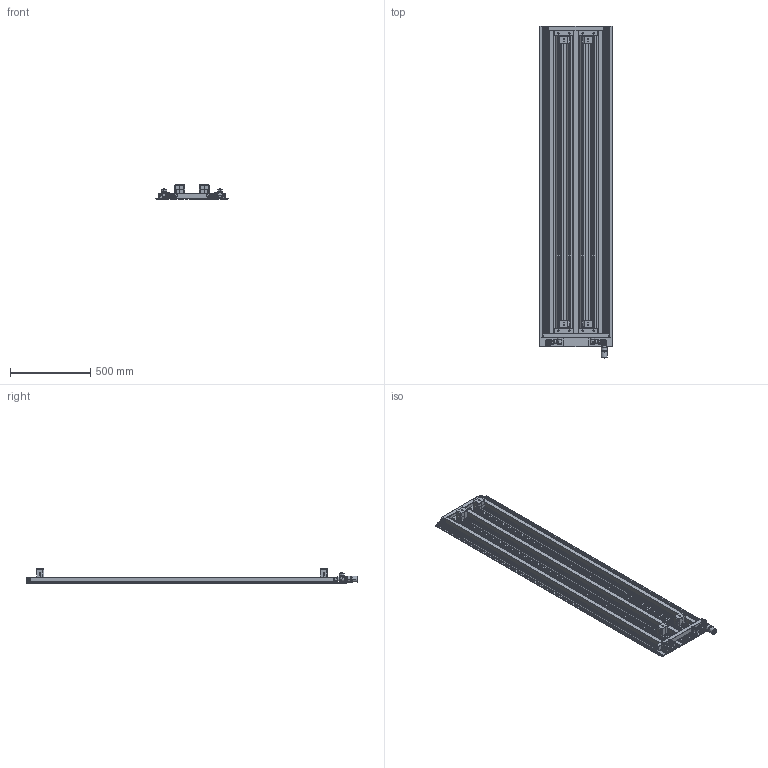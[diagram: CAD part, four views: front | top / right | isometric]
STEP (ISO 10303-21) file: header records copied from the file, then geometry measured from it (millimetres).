
FILE_DESCRIPTION((''),'2;1');
FILE_NAME('3601766100427_3D_SITO_ASM','2023-08-01T10:23:05',('PC132'),(''),'CREO PARAMETRIC BY PTC INC, 2022124','CREO PARAMETRIC BY PTC INC, 2022124','');
FILE_SCHEMA(('AUTOMOTIVE_DESIGN { 1 0 10303 214 1 1 1 1 }'));
Products named in the file (18): 3601766100427_3D_SITO; 1993991240009; 599199_AN_OTTONE_18; 599199_AN_GOMMA_18; 1991990000018_ASM; 1006171240047; 1006171240097; 1103000000277_AF242_ASM; VALVOLA_KIT_TESSUTO_SX; VALVOLA_CORNER_KIT_TESSUTO_SX_AF4_ASM; 1041001240010; 1010181240001; 1035271430007; DETENTORE_KIT_TESSUTO_SX; PIASTRINA_VDI_REV6; 1463210000026; 1001141480103; 3601766100427_3D_SITO_ASM
Assembly tree (54 placements, depth 4):
  3601766100427_3D_SITO_ASM
    3601766100427_3D_SITO
    1993991240009  x2
    1103000000277_AF242_ASM
      1991990000018_ASM  x4
        599199_AN_OTTONE_18
        599199_AN_GOMMA_18
      1006171240047  x2
      1006171240097  x2
    VALVOLA_CORNER_KIT_TESSUTO_SX_AF4_ASM
      VALVOLA_KIT_TESSUTO_SX
    1041001240010
    1010181240001  x3
    1035271430007
    DETENTORE_KIT_TESSUTO_SX
    PIASTRINA_VDI_REV6  x4
    1463210000026  x4
    1001141480103  x24
Bounding box: 452 x 2070.7 x 92 mm (x, y, z)
Volume: 10689359.5 mm3; surface area: 3619892.8 mm2
Topology: 61 solids, 91 shells, 3158 faces, 7650 edges, 4851 vertices
Faces by surface type: plane 1453, cylinder 997, cone 393, torus 214, bspline 89, sphere 8, extrusion 4
Entity records: 99304 total; most frequent: CARTESIAN_POINT 22474, DIRECTION 10070, ORIENTED_EDGE 9054, PRESENTATION_STYLE_ASSIGNMENT 5131, STYLED_ITEM 4700, CURVE_STYLE 4682, EDGE_CURVE 4533, AXIS2_PLACEMENT_3D 3595
